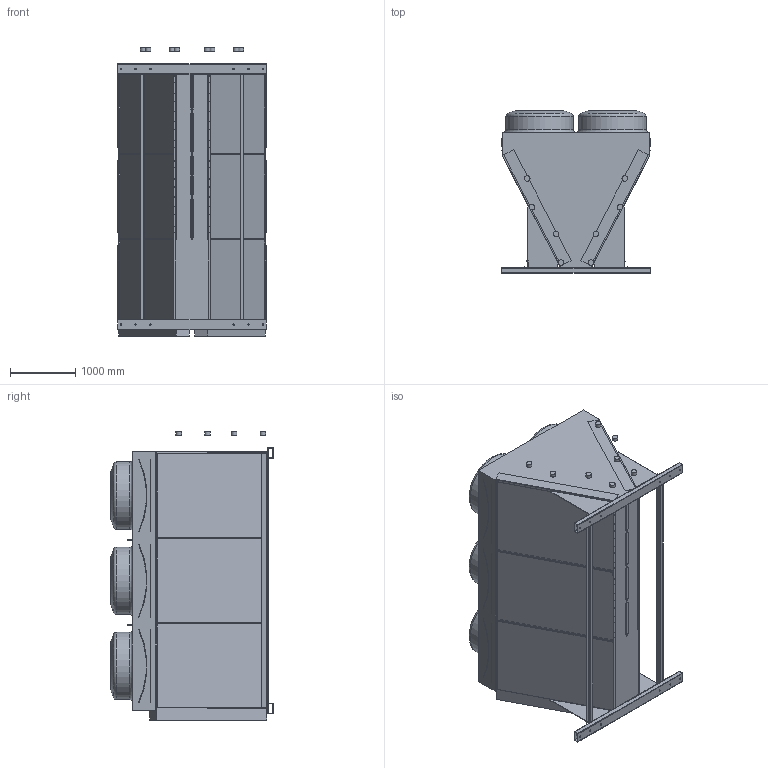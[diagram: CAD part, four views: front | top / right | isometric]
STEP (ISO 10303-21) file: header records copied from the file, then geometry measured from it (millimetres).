
FILE_DESCRIPTION (( 'STEP AP203' ), '1' );
FILE_NAME ('ANV3M_5R_4I4O.STEP', '2018-10-08T13:53:42', ( 'Alfa Laval' ), ( 'Alfa Laval' ), 'SwSTEP 2.0', 'SolidWorks 2016', '' );
FILE_SCHEMA (( 'CONFIG_CONTROL_DESIGN' ));
Length unit declared in the file: millimetre
Products named in the file (6): AV2_BOTTOM COVER PLATE_BOTTOM COVER PLATE 2MOD.; AVII_FINPACK_1MOD_4012_5R; AVII_Simplify Connection for CAD Drawing; V-TYPE2_POSCOL CONDENSER_Cond_NH3_ANV2TC_5R4I4O; ANV3M_5R_4I4O; V-TYPE2_LIGHT_BODY_3MOD-SS
Assembly tree (14 placements, depth 3):
  ANV3M_5R_4I4O
    V-TYPE2_LIGHT_BODY_3MOD-SS
    V-TYPE2_POSCOL CONDENSER_Cond_NH3_ANV2TC_5R4I4O
      AV2_BOTTOM COVER PLATE_BOTTOM COVER PLATE 2MOD.  x2
      AVII_FINPACK_1MOD_4012_5R  x2
      AVII_Simplify Connection for CAD Drawing  x8
Bounding box: 2280.43 x 2494.62 x 4432.51 mm (x, y, z)
Volume: 16056394434.4 mm3; surface area: 82330898.7 mm2
Topology: 17 solids, 17 shells, 1204 faces, 3080 edges, 1948 vertices
Faces by surface type: cylinder 586, plane 442, torus 90, sphere 48, bspline 32, cone 6
Full cylindrical faces by diameter (mm): 1 x24, 7 x114, 8 x44, 20 x24, 40 x4, 85 x8, 100 x6, 1032 x6
Entity records: 29146 total; most frequent: CARTESIAN_POINT 5742, DIRECTION 5000, ORIENTED_EDGE 4188, EDGE_CURVE 2094, AXIS2_PLACEMENT_3D 2030, EDGE_LOOP 1438, VERTEX_POINT 1428, FACE_OUTER_BOUND 1100
